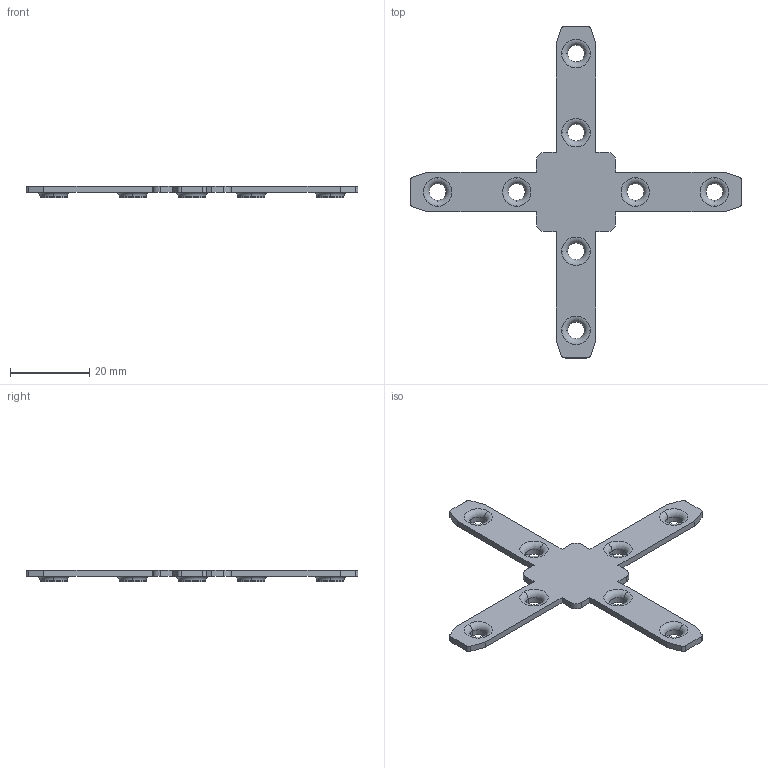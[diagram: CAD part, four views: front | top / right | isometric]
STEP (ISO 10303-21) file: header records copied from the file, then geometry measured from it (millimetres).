
FILE_DESCRIPTION (( 'STEP AP214' ), '1' );
FILE_NAME ('A378 4-åõ ñòîðîííèé âíóòðåííèé ñîåäèíèòåëü, ïàç 6.STEP', '2020-05-19T14:07:59', ( 'Ñòàñ' ), ( '' ), 'SwSTEP 2.0', 'SolidWorks 2020', '' );
FILE_SCHEMA (( 'AUTOMOTIVE_DESIGN' ));
Length unit declared in the file: millimetre
Products named in the file (1): A378 4-åõ ñòîðîííèé âíóòðåííèé ñîåäèíèòåëü, ïàç 6
Bounding box: 84 x 84 x 3 mm (x, y, z)
Volume: 2704.9 mm3; surface area: 4018.1 mm2
Topology: 1 solids, 1 shells, 114 faces, 280 edges, 176 vertices
Faces by surface type: cylinder 44, plane 38, torus 32
Entity records: 3642 total; most frequent: DIRECTION 662, CARTESIAN_POINT 571, ORIENTED_EDGE 560, EDGE_CURVE 280, AXIS2_PLACEMENT_3D 267, VERTEX_POINT 176, CIRCLE 152, EDGE_LOOP 138
